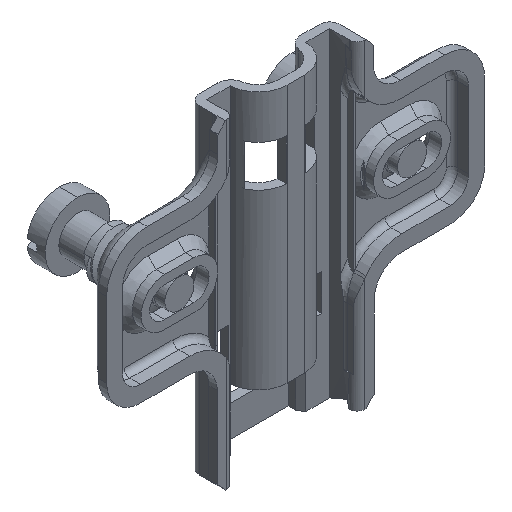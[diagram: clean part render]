
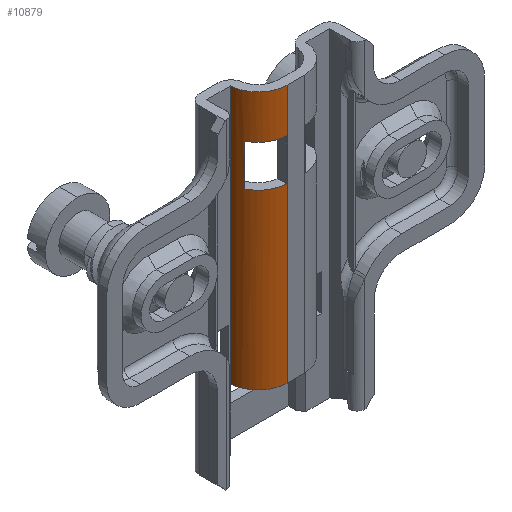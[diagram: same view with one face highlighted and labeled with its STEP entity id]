
A CAD part, isometric view. The second image highlights one B-rep face of the part: STEP entity #10879.
In plain terms, the highlighted cylindrical face has radius 3.993 mm (diameter 7.986 mm), a partial arc.
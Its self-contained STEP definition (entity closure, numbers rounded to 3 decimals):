
#114 = CIRCLE ( 'NONE', #9241, 3.993 ) ;
#282 = VERTEX_POINT ( 'NONE', #5529 ) ;
#530 = EDGE_CURVE ( 'NONE', #11617, #6309, #7239, .T. ) ;
#1091 = CYLINDRICAL_SURFACE ( 'NONE', #8228, 3.993 ) ;
#1101 = DIRECTION ( 'NONE',  ( 0., 0., 1. ) ) ;
#1287 = EDGE_CURVE ( 'NONE', #11400, #282, #3742, .T. ) ;
#1558 = CARTESIAN_POINT ( 'NONE',  ( -1.197, 0., -30. ) ) ;
#1584 = VERTEX_POINT ( 'NONE', #3360 ) ;
#1630 = ORIENTED_EDGE ( 'NONE', *, *, #9180, .T. ) ;
#1707 = CARTESIAN_POINT ( 'NONE',  ( -1.3, 0.001, -35.774 ) ) ;
#1836 = LINE ( 'NONE', #3785, #5270 ) ;
#1869 = ORIENTED_EDGE ( 'NONE', *, *, #10644, .T. ) ;
#1896 = DIRECTION ( 'NONE',  ( 0., 0., 1. ) ) ;
#2340 = DIRECTION ( 'NONE',  ( 0., 0., -1. ) ) ;
#2758 = VECTOR ( 'NONE', #1896, 1000. ) ;
#3269 = DIRECTION ( 'NONE',  ( 0., 0., 1. ) ) ;
#3360 = CARTESIAN_POINT ( 'NONE',  ( -5.185, 3.8, 20. ) ) ;
#3652 = ORIENTED_EDGE ( 'NONE', *, *, #1287, .T. ) ;
#3703 = FACE_OUTER_BOUND ( 'NONE', #9882, .T. ) ;
#3742 = CIRCLE ( 'NONE', #9555, 3.993 ) ;
#3785 = CARTESIAN_POINT ( 'NONE',  ( -4.8, 2.273, -35.774 ) ) ;
#3859 = CARTESIAN_POINT ( 'NONE',  ( -1.197, 3.993, 14. ) ) ;
#3949 = AXIS2_PLACEMENT_3D ( 'NONE', #7808, #2340, #6043 ) ;
#4013 = CARTESIAN_POINT ( 'NONE',  ( -1.197, 3.993, 20. ) ) ;
#4084 = ORIENTED_EDGE ( 'NONE', *, *, #7198, .T. ) ;
#4189 = DIRECTION ( 'NONE',  ( 0., 0., -1. ) ) ;
#4396 = CARTESIAN_POINT ( 'NONE',  ( -4.8, 2.273, 8.3 ) ) ;
#4464 = CARTESIAN_POINT ( 'NONE',  ( -1.3, 0.001, 8.3 ) ) ;
#4605 = DIRECTION ( 'NONE',  ( 0., 0., 1. ) ) ;
#4792 = DIRECTION ( 'NONE',  ( 0., 0., 1. ) ) ;
#5194 = EDGE_CURVE ( 'NONE', #11447, #1584, #114, .T. ) ;
#5270 = VECTOR ( 'NONE', #1101, 1000. ) ;
#5529 = CARTESIAN_POINT ( 'NONE',  ( -1.3, 0.001, 14. ) ) ;
#6043 = DIRECTION ( 'NONE',  ( 1., 0., 0. ) ) ;
#6085 = AXIS2_PLACEMENT_3D ( 'NONE', #7829, #3269, #10693 ) ;
#6182 = LINE ( 'NONE', #1558, #7454 ) ;
#6309 = VERTEX_POINT ( 'NONE', #4396 ) ;
#6471 = DIRECTION ( 'NONE',  ( -1., 0., 0. ) ) ;
#6499 = FACE_BOUND ( 'NONE', #7837, .T. ) ;
#6605 = ORIENTED_EDGE ( 'NONE', *, *, #9238, .F. ) ;
#6919 = CARTESIAN_POINT ( 'NONE',  ( -5.185, 3.8, -15.5 ) ) ;
#7198 = EDGE_CURVE ( 'NONE', #7864, #11447, #6182, .T. ) ;
#7239 = CIRCLE ( 'NONE', #3949, 3.993 ) ;
#7454 = VECTOR ( 'NONE', #4605, 1000. ) ;
#7690 = CARTESIAN_POINT ( 'NONE',  ( -4.8, 2.273, 14. ) ) ;
#7808 = CARTESIAN_POINT ( 'NONE',  ( -1.197, 3.993, 8.3 ) ) ;
#7812 = VERTEX_POINT ( 'NONE', #6919 ) ;
#7829 = CARTESIAN_POINT ( 'NONE',  ( -1.197, 3.993, -15.5 ) ) ;
#7837 = EDGE_LOOP ( 'NONE', ( #1630, #3652, #7952, #11259 ) ) ;
#7864 = VERTEX_POINT ( 'NONE', #9790 ) ;
#7952 = ORIENTED_EDGE ( 'NONE', *, *, #8118, .T. ) ;
#8118 = EDGE_CURVE ( 'NONE', #282, #11617, #10050, .T. ) ;
#8228 = AXIS2_PLACEMENT_3D ( 'NONE', #11071, #4792, #11307 ) ;
#9045 = DIRECTION ( 'NONE',  ( -1., 0., 0. ) ) ;
#9180 = EDGE_CURVE ( 'NONE', #6309, #11400, #1836, .T. ) ;
#9238 = EDGE_CURVE ( 'NONE', #7812, #1584, #11320, .T. ) ;
#9241 = AXIS2_PLACEMENT_3D ( 'NONE', #4013, #4189, #9045 ) ;
#9334 = DIRECTION ( 'NONE',  ( 0., 0., 1. ) ) ;
#9464 = CARTESIAN_POINT ( 'NONE',  ( -1.197, 0., 20. ) ) ;
#9555 = AXIS2_PLACEMENT_3D ( 'NONE', #3859, #9334, #6471 ) ;
#9790 = CARTESIAN_POINT ( 'NONE',  ( -1.197, 0., -15.5 ) ) ;
#9859 = DIRECTION ( 'NONE',  ( 0., 0., -1. ) ) ;
#9882 = EDGE_LOOP ( 'NONE', ( #4084, #10874, #6605, #1869 ) ) ;
#10050 = LINE ( 'NONE', #1707, #11906 ) ;
#10403 = CARTESIAN_POINT ( 'NONE',  ( -5.185, 3.8, -35.774 ) ) ;
#10568 = CIRCLE ( 'NONE', #6085, 3.993 ) ;
#10644 = EDGE_CURVE ( 'NONE', #7812, #7864, #10568, .T. ) ;
#10693 = DIRECTION ( 'NONE',  ( 1., 0., 0. ) ) ;
#10874 = ORIENTED_EDGE ( 'NONE', *, *, #5194, .T. ) ;
#10879 = ADVANCED_FACE ( 'NONE', ( #6499, #3703 ), #1091, .T. ) ;
#11071 = CARTESIAN_POINT ( 'NONE',  ( -1.197, 3.993, -35.774 ) ) ;
#11259 = ORIENTED_EDGE ( 'NONE', *, *, #530, .T. ) ;
#11307 = DIRECTION ( 'NONE',  ( -1., 0., 0. ) ) ;
#11320 = LINE ( 'NONE', #10403, #2758 ) ;
#11400 = VERTEX_POINT ( 'NONE', #7690 ) ;
#11447 = VERTEX_POINT ( 'NONE', #9464 ) ;
#11617 = VERTEX_POINT ( 'NONE', #4464 ) ;
#11906 = VECTOR ( 'NONE', #9859, 1000. ) ;
